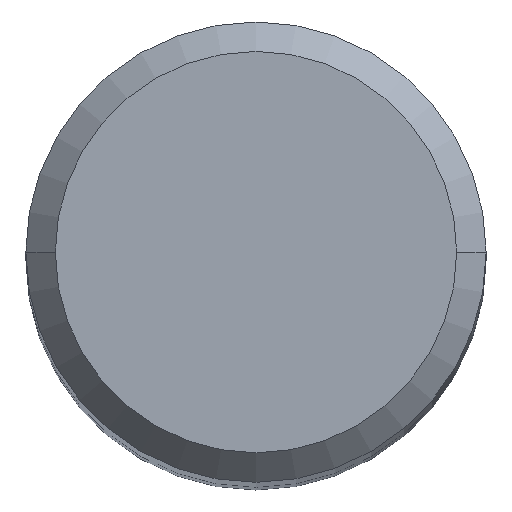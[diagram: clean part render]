
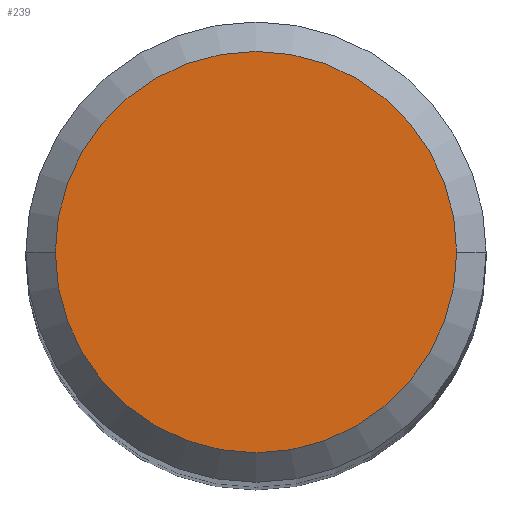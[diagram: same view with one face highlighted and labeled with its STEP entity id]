
A CAD part, top view. The second image highlights one B-rep face of the part: STEP entity #239.
In plain terms, the highlighted planar face has unit normal (0, 0, 1).
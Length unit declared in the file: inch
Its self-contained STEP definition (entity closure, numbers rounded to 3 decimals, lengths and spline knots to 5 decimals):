
#21 = CARTESIAN_POINT ( 'NONE',  ( 0., 0., 0. ) ) ;
#26 = DIRECTION ( 'NONE',  ( 0., 0., 1. ) ) ;
#28 = AXIS2_PLACEMENT_3D ( 'NONE', #21, #314, #197 ) ;
#37 = CARTESIAN_POINT ( 'NONE',  ( 0.13625, 0., 0. ) ) ;
#50 = EDGE_CURVE ( 'NONE', #114, #366, #131, .T. ) ;
#56 = AXIS2_PLACEMENT_3D ( 'NONE', #145, #267, #240 ) ;
#77 = AXIS2_PLACEMENT_3D ( 'NONE', #387, #26, #143 ) ;
#86 = FACE_OUTER_BOUND ( 'NONE', #256, .T. ) ;
#101 = CIRCLE ( 'NONE', #77, 0.13625 ) ;
#114 = VERTEX_POINT ( 'NONE', #205 ) ;
#131 = CIRCLE ( 'NONE', #28, 0.13625 ) ;
#143 = DIRECTION ( 'NONE',  ( 1., 0., 0. ) ) ;
#145 = CARTESIAN_POINT ( 'NONE',  ( 0., 0.13625, 0. ) ) ;
#176 = PLANE ( 'NONE',  #56 ) ;
#197 = DIRECTION ( 'NONE',  ( 1., 0., 0. ) ) ;
#205 = CARTESIAN_POINT ( 'NONE',  ( -0.13625, 0., 0. ) ) ;
#225 = EDGE_CURVE ( 'NONE', #366, #114, #101, .T. ) ;
#239 = ADVANCED_FACE ( 'NONE', ( #86 ), #176, .F. ) ;
#240 = DIRECTION ( 'NONE',  ( -1., 0., 0. ) ) ;
#256 = EDGE_LOOP ( 'NONE', ( #376, #277 ) ) ;
#267 = DIRECTION ( 'NONE',  ( 0., 0., -1. ) ) ;
#277 = ORIENTED_EDGE ( 'NONE', *, *, #225, .T. ) ;
#314 = DIRECTION ( 'NONE',  ( 0., 0., 1. ) ) ;
#366 = VERTEX_POINT ( 'NONE', #37 ) ;
#376 = ORIENTED_EDGE ( 'NONE', *, *, #50, .T. ) ;
#387 = CARTESIAN_POINT ( 'NONE',  ( 0., 0., 0. ) ) ;
